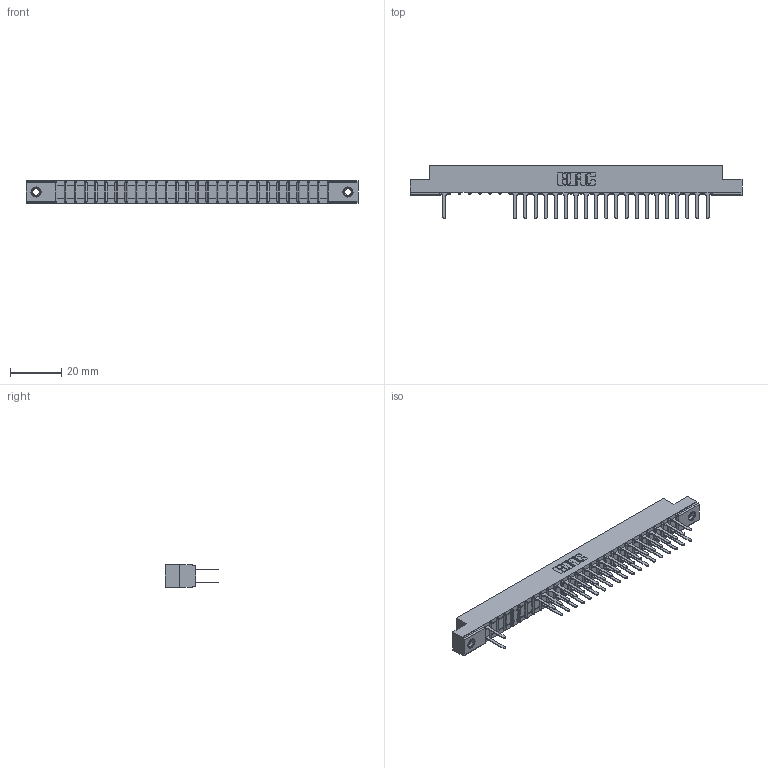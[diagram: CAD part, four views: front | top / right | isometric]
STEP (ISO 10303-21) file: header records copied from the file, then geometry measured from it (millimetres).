
FILE_DESCRIPTION (( 'STEP AP203' ), '1' );
FILE_NAME ('307-054-522-207.STEP', '2018-08-06T05:52:14', ( '' ), ( '' ), 'SwSTEP 2.0', 'SolidWorks 2016', '' );
FILE_SCHEMA (( 'CONFIG_CONTROL_DESIGN' ));
Length unit declared in the file: inch
Products named in the file (4): 345-250-001_345-250-005-103; 307-054-522-207; 307 Part_.156 Dia Mounting Holes; 307-290-001_522
Assembly tree (44 placements, depth 2):
  307-054-522-207
    307 Part_.156 Dia Mounting Holes
    307-290-001_522  x41
    345-250-001_345-250-005-103  x2
Bounding box: 130 x 21.11 x 8.71 mm (x, y, z)
Volume: 8409.1 mm3; surface area: 14619.7 mm2
Topology: 44 solids, 44 shells, 2222 faces, 6205 edges, 3998 vertices
Faces by surface type: plane 1451, cylinder 699, sphere 56, cone 12, torus 4
Entity records: 26597 total; most frequent: CARTESIAN_POINT 4393, ORIENTED_EDGE 4358, DIRECTION 4305, EDGE_CURVE 2179, VECTOR 1665, LINE 1665, VERTEX_POINT 1408, AXIS2_PLACEMENT_3D 1320
